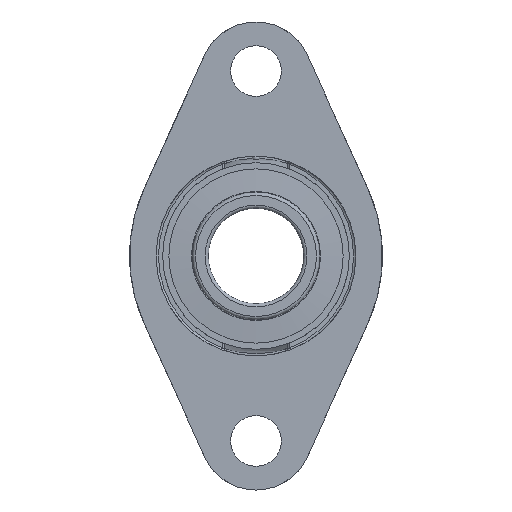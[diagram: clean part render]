
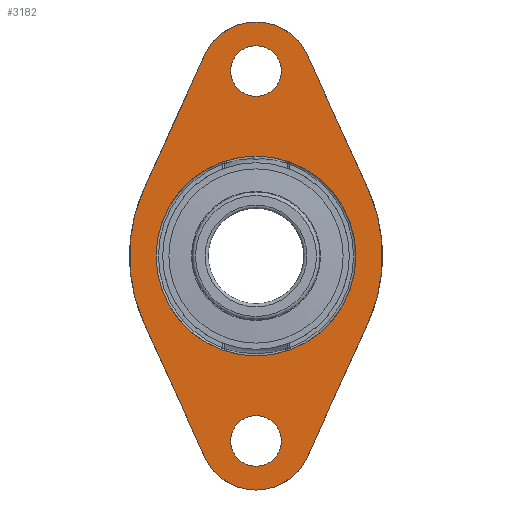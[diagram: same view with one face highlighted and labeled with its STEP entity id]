
A CAD part, left-side view. The second image highlights one B-rep face of the part: STEP entity #3182.
In plain terms, the highlighted face is planar.
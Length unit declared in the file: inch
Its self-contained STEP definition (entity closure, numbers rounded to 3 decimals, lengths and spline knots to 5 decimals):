
#67=VECTOR('',#3725,1.);
#77=VECTOR('',#3809,1.);
#120=VECTOR('',#4064,1.);
#121=VECTOR('',#4067,1.);
#149=LINE('',#6889,#67);
#159=LINE('',#8565,#77);
#202=LINE('',#10355,#120);
#203=LINE('',#10358,#121);
#1147=PLANE('',#3469);
#1294=VERTEX_POINT('',#6888);
#1295=VERTEX_POINT('',#6890);
#1296=VERTEX_POINT('',#6894);
#1344=VERTEX_POINT('',#8564);
#1345=VERTEX_POINT('',#8566);
#1368=VERTEX_POINT('',#9701);
#1414=VERTEX_POINT('',#10338);
#1417=VERTEX_POINT('',#10350);
#1418=VERTEX_POINT('',#10353);
#1419=VERTEX_POINT('',#10357);
#1420=VERTEX_POINT('',#10359);
#1475=CIRCLE('',#3314,2.0401);
#1538=CIRCLE('',#3408,0.7);
#1562=CIRCLE('',#3457,1.24429);
#1565=CIRCLE('',#3466,0.31496);
#1566=CIRCLE('',#3468,0.31496);
#1567=CIRCLE('',#3470,2.0401);
#1568=CIRCLE('',#3471,0.7);
#1683=EDGE_CURVE('',#1294,#1295,#149,.T.);
#1686=EDGE_CURVE('',#1296,#1294,#1475,.T.);
#1756=EDGE_CURVE('',#1344,#1345,#159,.T.);
#1815=EDGE_CURVE('',#1345,#1368,#1538,.T.);
#1890=EDGE_CURVE('',#1414,#1414,#1562,.T.);
#1893=EDGE_CURVE('',#1417,#1417,#1565,.T.);
#1894=EDGE_CURVE('',#1418,#1418,#1566,.T.);
#1895=EDGE_CURVE('',#1368,#1296,#202,.T.);
#1896=EDGE_CURVE('',#1419,#1344,#1567,.T.);
#1897=EDGE_CURVE('',#1420,#1419,#203,.T.);
#1898=EDGE_CURVE('',#1295,#1420,#1568,.T.);
#2513=ORIENTED_EDGE('',*,*,#1890,.T.);
#2514=ORIENTED_EDGE('',*,*,#1683,.F.);
#2515=ORIENTED_EDGE('',*,*,#1686,.F.);
#2516=ORIENTED_EDGE('',*,*,#1895,.F.);
#2517=ORIENTED_EDGE('',*,*,#1815,.F.);
#2518=ORIENTED_EDGE('',*,*,#1756,.F.);
#2519=ORIENTED_EDGE('',*,*,#1896,.F.);
#2520=ORIENTED_EDGE('',*,*,#1897,.F.);
#2521=ORIENTED_EDGE('',*,*,#1898,.F.);
#2522=ORIENTED_EDGE('',*,*,#1894,.T.);
#2523=ORIENTED_EDGE('',*,*,#1893,.T.);
#2774=EDGE_LOOP('',(#2513));
#2775=EDGE_LOOP('',(#2514,#2515,#2516,#2517,#2518,#2519,#2520,#2521));
#2776=EDGE_LOOP('',(#2522));
#2777=EDGE_LOOP('',(#2523));
#3004=FACE_BOUND('',#2774,.T.);
#3005=FACE_BOUND('',#2775,.T.);
#3006=FACE_BOUND('',#2776,.T.);
#3007=FACE_BOUND('',#2777,.T.);
#3182=ADVANCED_FACE('',(#3004,#3005,#3006,#3007),#1147,.F.);
#3314=AXIS2_PLACEMENT_3D('',#6895,#3730,#3731);
#3408=AXIS2_PLACEMENT_3D('',#9700,#3926,#3927);
#3457=AXIS2_PLACEMENT_3D('',#10337,#4043,#4044);
#3466=AXIS2_PLACEMENT_3D('',#10349,#4057,#4058);
#3468=AXIS2_PLACEMENT_3D('',#10352,#4061,#4062);
#3469=AXIS2_PLACEMENT_3D('',#10354,#4063,$);
#3470=AXIS2_PLACEMENT_3D('',#10356,#4065,#4066);
#3471=AXIS2_PLACEMENT_3D('',#10360,#4068,#4069);
#3725=DIRECTION('',(-0.91,-0.414,0.));
#3730=DIRECTION('',(0.,0.,1.));
#3731=DIRECTION('',(2.04,0.,0.));
#3809=DIRECTION('',(0.91,0.414,0.));
#3926=DIRECTION('',(0.,0.,1.));
#3927=DIRECTION('',(0.7,0.,0.));
#4043=DIRECTION('',(0.,0.,1.));
#4044=DIRECTION('',(0.,1.244,0.));
#4057=DIRECTION('',(0.,0.,1.));
#4058=DIRECTION('',(0.315,0.,0.));
#4061=DIRECTION('',(0.,0.,1.));
#4062=DIRECTION('',(0.315,0.,0.));
#4063=DIRECTION('',(0.,0.,1.));
#4064=DIRECTION('',(-0.91,0.414,0.));
#4065=DIRECTION('',(0.,0.,1.));
#4066=DIRECTION('',(2.04,0.,0.));
#4067=DIRECTION('',(0.91,-0.414,0.));
#4068=DIRECTION('',(0.,0.,1.));
#4069=DIRECTION('',(0.7,0.,0.));
#6888=CARTESIAN_POINT('',(-0.84482,1.39166,0.));
#6889=CARTESIAN_POINT('',(-0.84482,1.39166,0.));
#6890=CARTESIAN_POINT('',(-2.50326,0.63716,0.));
#6894=CARTESIAN_POINT('',(0.84482,1.39166,0.));
#6895=CARTESIAN_POINT('',(0.,-0.4653,0.));
#8564=CARTESIAN_POINT('',(0.84482,-1.39166,0.));
#8565=CARTESIAN_POINT('',(0.84482,-1.39166,0.));
#8566=CARTESIAN_POINT('',(2.50326,-0.63716,0.));
#9700=CARTESIAN_POINT('',(2.21339,0.,0.));
#9701=CARTESIAN_POINT('',(2.50326,0.63716,0.));
#10337=CARTESIAN_POINT('',(0.,0.,0.));
#10338=CARTESIAN_POINT('',(0.,1.24429,0.));
#10349=CARTESIAN_POINT('',(2.30315,0.,0.));
#10350=CARTESIAN_POINT('',(1.98819,0.,0.));
#10352=CARTESIAN_POINT('',(-2.30315,0.,0.));
#10353=CARTESIAN_POINT('',(-2.61811,0.,0.));
#10354=CARTESIAN_POINT('',(0.,0.,0.));
#10355=CARTESIAN_POINT('',(2.50326,0.63716,0.));
#10356=CARTESIAN_POINT('',(0.,0.4653,0.));
#10357=CARTESIAN_POINT('',(-0.84482,-1.39166,0.));
#10358=CARTESIAN_POINT('',(-2.50326,-0.63716,0.));
#10359=CARTESIAN_POINT('',(-2.50326,-0.63716,0.));
#10360=CARTESIAN_POINT('',(-2.21339,0.,0.));
